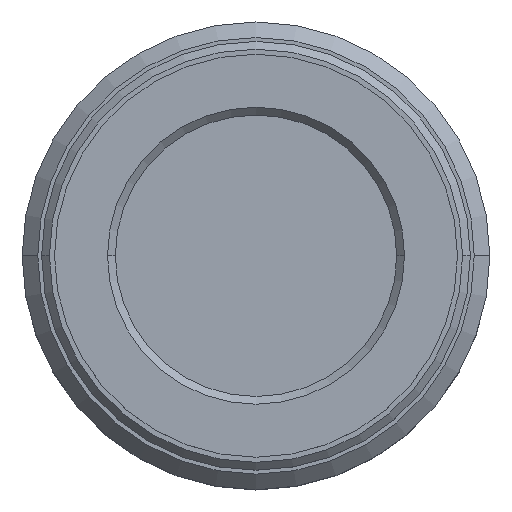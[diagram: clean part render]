
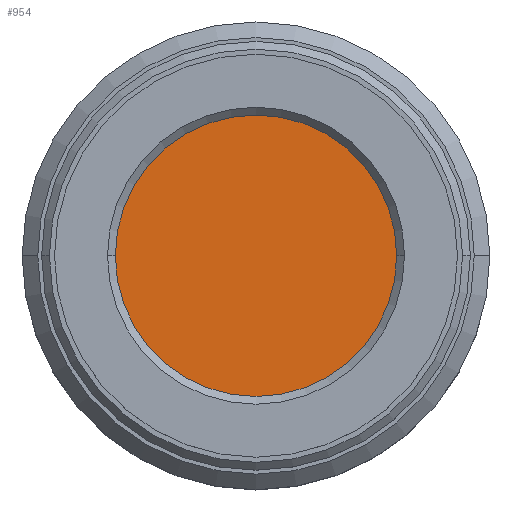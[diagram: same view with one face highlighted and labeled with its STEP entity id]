
A CAD part, top view. The second image highlights one B-rep face of the part: STEP entity #954.
In plain terms, the highlighted planar face has unit normal (0, 0, 1).
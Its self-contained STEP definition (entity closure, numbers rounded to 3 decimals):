
#81 = CIRCLE ( 'NONE', #662, 20. ) ;
#237 = CARTESIAN_POINT ( 'NONE',  ( 0., 0., 5. ) ) ;
#345 = EDGE_CURVE ( 'NONE', #1423, #1957, #81, .T. ) ;
#400 = DIRECTION ( 'NONE',  ( 1., 0., 0. ) ) ;
#508 = ORIENTED_EDGE ( 'NONE', *, *, #345, .F. ) ;
#586 = CIRCLE ( 'NONE', #3188, 20. ) ;
#662 = AXIS2_PLACEMENT_3D ( 'NONE', #237, #3419, #3456 ) ;
#693 = CARTESIAN_POINT ( 'NONE',  ( 0., 0., 5. ) ) ;
#954 = ADVANCED_FACE ( 'NONE', ( #2554 ), #1919, .T. ) ;
#1134 = DIRECTION ( 'NONE',  ( 0., 0., 1. ) ) ;
#1371 = EDGE_LOOP ( 'NONE', ( #2823, #508 ) ) ;
#1423 = VERTEX_POINT ( 'NONE', #2089 ) ;
#1493 = DIRECTION ( 'NONE',  ( 0., 0., -1. ) ) ;
#1867 = AXIS2_PLACEMENT_3D ( 'NONE', #3296, #1134, #400 ) ;
#1919 = PLANE ( 'NONE',  #1867 ) ;
#1957 = VERTEX_POINT ( 'NONE', #2813 ) ;
#2089 = CARTESIAN_POINT ( 'NONE',  ( -20., 0., 5. ) ) ;
#2247 = DIRECTION ( 'NONE',  ( 1., 0., 0. ) ) ;
#2554 = FACE_OUTER_BOUND ( 'NONE', #1371, .T. ) ;
#2813 = CARTESIAN_POINT ( 'NONE',  ( 20., 0., 5. ) ) ;
#2823 = ORIENTED_EDGE ( 'NONE', *, *, #3402, .F. ) ;
#3188 = AXIS2_PLACEMENT_3D ( 'NONE', #693, #1493, #2247 ) ;
#3296 = CARTESIAN_POINT ( 'NONE',  ( 0., 41.004, 5. ) ) ;
#3402 = EDGE_CURVE ( 'NONE', #1957, #1423, #586, .T. ) ;
#3419 = DIRECTION ( 'NONE',  ( 0., 0., -1. ) ) ;
#3456 = DIRECTION ( 'NONE',  ( 1., 0., 0. ) ) ;
